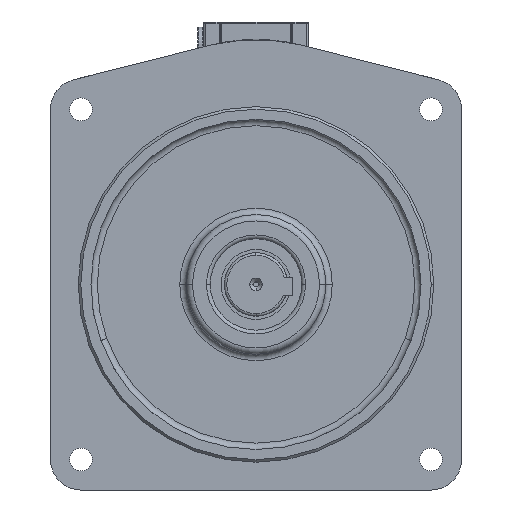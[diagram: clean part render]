
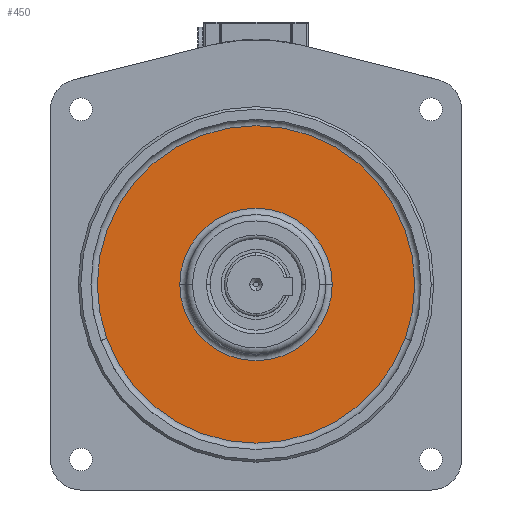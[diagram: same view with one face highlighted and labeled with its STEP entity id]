
A CAD part, front view. The second image highlights one B-rep face of the part: STEP entity #450.
In plain terms, the highlighted planar face has unit normal (0, -1, 0).
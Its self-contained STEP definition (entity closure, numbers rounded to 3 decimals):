
#381 = FACE_OUTER_BOUND ( 'NONE', #4492, .T. ) ;
#450 = ADVANCED_FACE ( 'NONE', ( #381, #20705 ), #49135, .F. ) ;
#3533 = CARTESIAN_POINT ( 'NONE',  ( -117.5, 0., -93.647 ) ) ;
#4492 = EDGE_LOOP ( 'NONE', ( #49005, #43088 ) ) ;
#6139 = AXIS2_PLACEMENT_3D ( 'NONE', #31065, #19427, #8235 ) ;
#8235 = DIRECTION ( 'NONE',  ( -1., 0., 0. ) ) ;
#11690 = DIRECTION ( 'NONE',  ( 0., 1., 0. ) ) ;
#12030 = CARTESIAN_POINT ( 'NONE',  ( 0., 0., 0. ) ) ;
#14807 = VERTEX_POINT ( 'NONE', #23477 ) ;
#15495 = AXIS2_PLACEMENT_3D ( 'NONE', #12030, #28542, #28809 ) ;
#19230 = CARTESIAN_POINT ( 'NONE',  ( 60., 0., -51. ) ) ;
#19427 = DIRECTION ( 'NONE',  ( 0., -1., 0. ) ) ;
#20173 = ORIENTED_EDGE ( 'NONE', *, *, #31341, .F. ) ;
#20705 = FACE_BOUND ( 'NONE', #27934, .T. ) ;
#21065 = CARTESIAN_POINT ( 'NONE',  ( 0., 0., -51. ) ) ;
#21773 = EDGE_CURVE ( 'NONE', #47491, #36587, #33605, .T. ) ;
#22305 = CIRCLE ( 'NONE', #30073, 125. ) ;
#23477 = CARTESIAN_POINT ( 'NONE',  ( -60., 0., -51. ) ) ;
#27934 = EDGE_LOOP ( 'NONE', ( #20173, #35705 ) ) ;
#28542 = DIRECTION ( 'NONE',  ( 0., 1., 0. ) ) ;
#28809 = DIRECTION ( 'NONE',  ( 1., 0., 0. ) ) ;
#29456 = CIRCLE ( 'NONE', #6139, 60. ) ;
#30073 = AXIS2_PLACEMENT_3D ( 'NONE', #21065, #42707, #45964 ) ;
#31065 = CARTESIAN_POINT ( 'NONE',  ( 0., 0., -51. ) ) ;
#31341 = EDGE_CURVE ( 'NONE', #14807, #48453, #29456, .T. ) ;
#31493 = DIRECTION ( 'NONE',  ( 0., -1., 0. ) ) ;
#31753 = CARTESIAN_POINT ( 'NONE',  ( 0., 0., -51. ) ) ;
#33605 = CIRCLE ( 'NONE', #46608, 125. ) ;
#35035 = CARTESIAN_POINT ( 'NONE',  ( 117.5, 0., -93.647 ) ) ;
#35705 = ORIENTED_EDGE ( 'NONE', *, *, #44742, .F. ) ;
#36587 = VERTEX_POINT ( 'NONE', #3533 ) ;
#38233 = EDGE_CURVE ( 'NONE', #36587, #47491, #22305, .T. ) ;
#41244 = CIRCLE ( 'NONE', #49912, 60. ) ;
#41468 = CARTESIAN_POINT ( 'NONE',  ( 0., 0., -51. ) ) ;
#42707 = DIRECTION ( 'NONE',  ( 0., 1., 0. ) ) ;
#43088 = ORIENTED_EDGE ( 'NONE', *, *, #38233, .F. ) ;
#44742 = EDGE_CURVE ( 'NONE', #48453, #14807, #41244, .T. ) ;
#45964 = DIRECTION ( 'NONE',  ( -0.94, 0., -0.341 ) ) ;
#46608 = AXIS2_PLACEMENT_3D ( 'NONE', #41468, #11690, #52850 ) ;
#47491 = VERTEX_POINT ( 'NONE', #35035 ) ;
#48029 = DIRECTION ( 'NONE',  ( 1., 0., 0. ) ) ;
#48453 = VERTEX_POINT ( 'NONE', #19230 ) ;
#49005 = ORIENTED_EDGE ( 'NONE', *, *, #21773, .F. ) ;
#49135 = PLANE ( 'NONE',  #15495 ) ;
#49912 = AXIS2_PLACEMENT_3D ( 'NONE', #31753, #31493, #48029 ) ;
#52850 = DIRECTION ( 'NONE',  ( 0.94, 0., -0.341 ) ) ;
